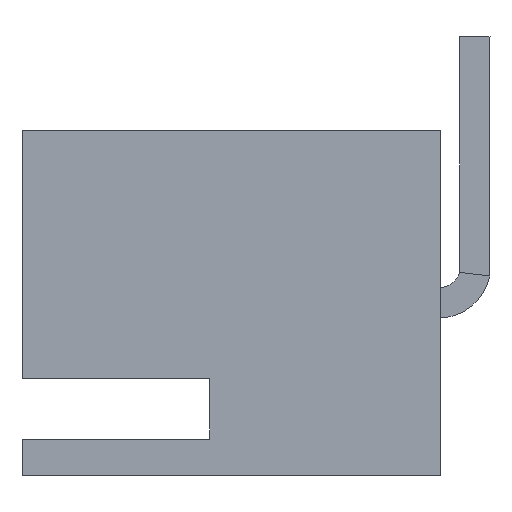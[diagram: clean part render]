
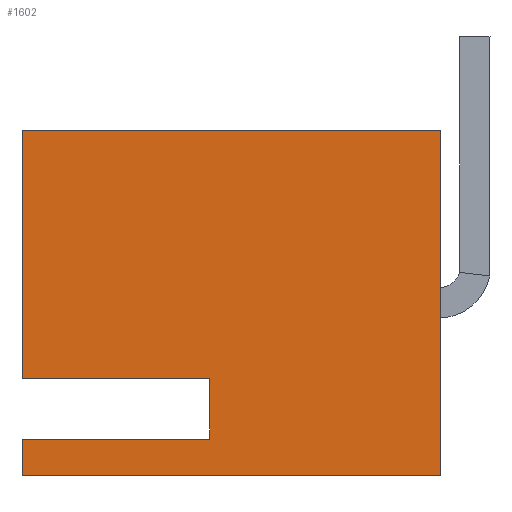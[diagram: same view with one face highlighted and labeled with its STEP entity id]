
A CAD part, left-side view. The second image highlights one B-rep face of the part: STEP entity #1602.
In plain terms, the highlighted planar face has unit normal (-1, 0, 0).
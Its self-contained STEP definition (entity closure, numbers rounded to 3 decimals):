
#9 = DIRECTION ( 'NONE',  ( 0., 0., 1. ) ) ;
#250 = ORIENTED_EDGE ( 'NONE', *, *, #3470, .F. ) ;
#317 = CARTESIAN_POINT ( 'NONE',  ( 17.691, 6.9, -98.707 ) ) ;
#411 = LINE ( 'NONE', #3177, #4145 ) ;
#504 = CARTESIAN_POINT ( 'NONE',  ( 17.691, 3.8, -98.107 ) ) ;
#508 = DIRECTION ( 'NONE',  ( 0., 0., 1. ) ) ;
#679 = PLANE ( 'NONE',  #3004 ) ;
#713 = CARTESIAN_POINT ( 'NONE',  ( 17.691, 6.9, -98.707 ) ) ;
#735 = LINE ( 'NONE', #713, #2031 ) ;
#797 = DIRECTION ( 'NONE',  ( 0., -1., 0. ) ) ;
#828 = ORIENTED_EDGE ( 'NONE', *, *, #2984, .F. ) ;
#849 = CARTESIAN_POINT ( 'NONE',  ( 17.691, 3.8, -98.107 ) ) ;
#857 = EDGE_CURVE ( 'NONE', #3947, #4512, #2818, .T. ) ;
#883 = VECTOR ( 'NONE', #3129, 1000. ) ;
#913 = CARTESIAN_POINT ( 'NONE',  ( 17.691, 0., -93.007 ) ) ;
#920 = EDGE_CURVE ( 'NONE', #2195, #3947, #3542, .T. ) ;
#928 = DIRECTION ( 'NONE',  ( 0., -1., 0. ) ) ;
#994 = EDGE_CURVE ( 'NONE', #4363, #1653, #735, .T. ) ;
#1097 = CARTESIAN_POINT ( 'NONE',  ( 17.691, 6.9, -98.707 ) ) ;
#1198 = VECTOR ( 'NONE', #508, 1000. ) ;
#1226 = ORIENTED_EDGE ( 'NONE', *, *, #920, .T. ) ;
#1429 = FACE_OUTER_BOUND ( 'NONE', #2584, .T. ) ;
#1496 = ORIENTED_EDGE ( 'NONE', *, *, #3443, .F. ) ;
#1564 = VERTEX_POINT ( 'NONE', #3979 ) ;
#1602 = ADVANCED_FACE ( 'NONE', ( #1429 ), #679, .F. ) ;
#1653 = VERTEX_POINT ( 'NONE', #3069 ) ;
#1875 = CARTESIAN_POINT ( 'NONE',  ( 17.691, 6.9, -97.107 ) ) ;
#1899 = CARTESIAN_POINT ( 'NONE',  ( 17.691, 6.9, -98.707 ) ) ;
#2031 = VECTOR ( 'NONE', #2405, 1000. ) ;
#2063 = VECTOR ( 'NONE', #797, 1000. ) ;
#2125 = CARTESIAN_POINT ( 'NONE',  ( 17.691, 6.9, -98.707 ) ) ;
#2195 = VERTEX_POINT ( 'NONE', #2125 ) ;
#2355 = VECTOR ( 'NONE', #3298, 1000. ) ;
#2405 = DIRECTION ( 'NONE',  ( 0., 0., 1. ) ) ;
#2415 = CARTESIAN_POINT ( 'NONE',  ( 17.691, 0., -98.707 ) ) ;
#2435 = DIRECTION ( 'NONE',  ( 0., 1., 0. ) ) ;
#2518 = LINE ( 'NONE', #2582, #2063 ) ;
#2552 = VERTEX_POINT ( 'NONE', #4065 ) ;
#2582 = CARTESIAN_POINT ( 'NONE',  ( 17.691, 3.8, -98.107 ) ) ;
#2584 = EDGE_LOOP ( 'NONE', ( #4290, #828, #250, #1226, #3232, #1496, #2831, #3179 ) ) ;
#2762 = EDGE_CURVE ( 'NONE', #4361, #2552, #3231, .T. ) ;
#2818 = LINE ( 'NONE', #3787, #3352 ) ;
#2831 = ORIENTED_EDGE ( 'NONE', *, *, #994, .F. ) ;
#2891 = VECTOR ( 'NONE', #928, 1000. ) ;
#2984 = EDGE_CURVE ( 'NONE', #1564, #4361, #2518, .T. ) ;
#3004 = AXIS2_PLACEMENT_3D ( 'NONE', #1097, #3566, #3768 ) ;
#3069 = CARTESIAN_POINT ( 'NONE',  ( 17.691, 6.9, -93.007 ) ) ;
#3129 = DIRECTION ( 'NONE',  ( 0., -1., 0. ) ) ;
#3177 = CARTESIAN_POINT ( 'NONE',  ( 17.691, 3.8, -97.107 ) ) ;
#3179 = ORIENTED_EDGE ( 'NONE', *, *, #4143, .F. ) ;
#3231 = LINE ( 'NONE', #504, #2355 ) ;
#3232 = ORIENTED_EDGE ( 'NONE', *, *, #857, .T. ) ;
#3298 = DIRECTION ( 'NONE',  ( 0., 0., 1. ) ) ;
#3310 = CARTESIAN_POINT ( 'NONE',  ( 17.691, 6.9, -93.007 ) ) ;
#3352 = VECTOR ( 'NONE', #9, 1000. ) ;
#3380 = LINE ( 'NONE', #3310, #2891 ) ;
#3443 = EDGE_CURVE ( 'NONE', #1653, #4512, #3380, .T. ) ;
#3470 = EDGE_CURVE ( 'NONE', #2195, #1564, #3632, .T. ) ;
#3542 = LINE ( 'NONE', #317, #883 ) ;
#3566 = DIRECTION ( 'NONE',  ( 1., 0., 0. ) ) ;
#3632 = LINE ( 'NONE', #1899, #1198 ) ;
#3768 = DIRECTION ( 'NONE',  ( 0., 0., -1. ) ) ;
#3787 = CARTESIAN_POINT ( 'NONE',  ( 17.691, 0., -98.707 ) ) ;
#3947 = VERTEX_POINT ( 'NONE', #2415 ) ;
#3979 = CARTESIAN_POINT ( 'NONE',  ( 17.691, 6.9, -98.107 ) ) ;
#4065 = CARTESIAN_POINT ( 'NONE',  ( 17.691, 3.8, -97.107 ) ) ;
#4143 = EDGE_CURVE ( 'NONE', #2552, #4363, #411, .T. ) ;
#4145 = VECTOR ( 'NONE', #2435, 1000. ) ;
#4290 = ORIENTED_EDGE ( 'NONE', *, *, #2762, .F. ) ;
#4361 = VERTEX_POINT ( 'NONE', #849 ) ;
#4363 = VERTEX_POINT ( 'NONE', #1875 ) ;
#4512 = VERTEX_POINT ( 'NONE', #913 ) ;
